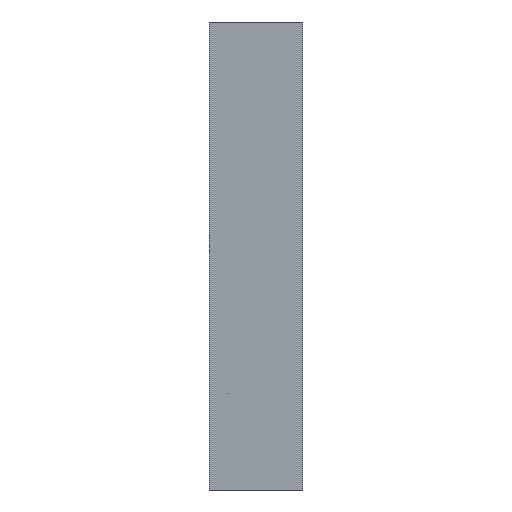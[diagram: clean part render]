
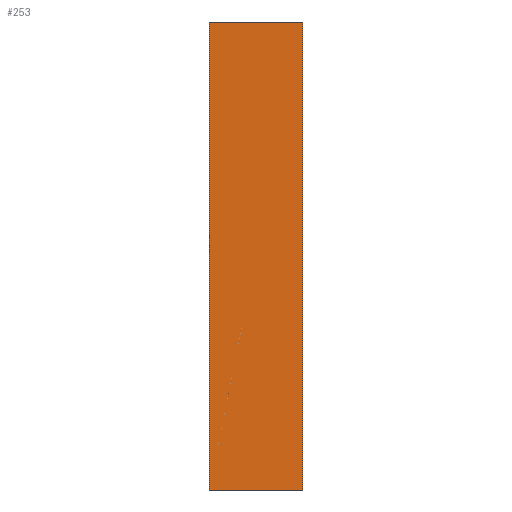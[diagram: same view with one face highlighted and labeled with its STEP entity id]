
A CAD part, front view. The second image highlights one B-rep face of the part: STEP entity #253.
In plain terms, the highlighted planar face has unit normal (0, -1, 0).
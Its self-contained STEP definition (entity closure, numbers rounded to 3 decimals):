
#126=DIRECTION('',(1.,0.,0.));
#127=VECTOR('',#126,5.);
#128=CARTESIAN_POINT('',(-2.5,-0.3,12.5));
#129=LINE('',#128,#127);
#133=DIRECTION('',(0.,0.,-1.));
#134=VECTOR('',#133,25.);
#135=CARTESIAN_POINT('',(2.5,-0.3,12.5));
#136=LINE('',#135,#134);
#140=DIRECTION('',(-1.,0.,0.));
#141=VECTOR('',#140,5.);
#142=CARTESIAN_POINT('',(2.5,-0.3,-12.5));
#143=LINE('',#142,#141);
#147=DIRECTION('',(0.,0.,1.));
#148=VECTOR('',#147,25.);
#149=CARTESIAN_POINT('',(-2.5,-0.3,-12.5));
#150=LINE('',#149,#148);
#162=CARTESIAN_POINT('',(-2.5,-0.3,12.5));
#163=CARTESIAN_POINT('',(2.5,-0.3,12.5));
#164=VERTEX_POINT('',#162);
#165=VERTEX_POINT('',#163);
#166=CARTESIAN_POINT('',(2.5,-0.3,-12.5));
#167=VERTEX_POINT('',#166);
#168=CARTESIAN_POINT('',(-2.5,-0.3,-12.5));
#169=VERTEX_POINT('',#168);
#242=CARTESIAN_POINT('',(0.,-0.3,0.));
#243=DIRECTION('',(0.,1.,0.));
#244=DIRECTION('',(0.,0.,-1.));
#245=AXIS2_PLACEMENT_3D('',#242,#243,#244);
#246=PLANE('',#245);
#247=ORIENTED_EDGE('',*,*,#194,.T.);
#248=ORIENTED_EDGE('',*,*,#209,.T.);
#249=ORIENTED_EDGE('',*,*,#223,.T.);
#250=ORIENTED_EDGE('',*,*,#236,.T.);
#251=EDGE_LOOP('',(#247,#248,#249,#250));
#252=FACE_OUTER_BOUND('',#251,.F.);
#194=EDGE_CURVE('',#164,#165,#129,.T.);
#209=EDGE_CURVE('',#165,#167,#136,.T.);
#223=EDGE_CURVE('',#167,#169,#143,.T.);
#236=EDGE_CURVE('',#169,#164,#150,.T.);
#253=ADVANCED_FACE('',(#252),#246,.F.);
